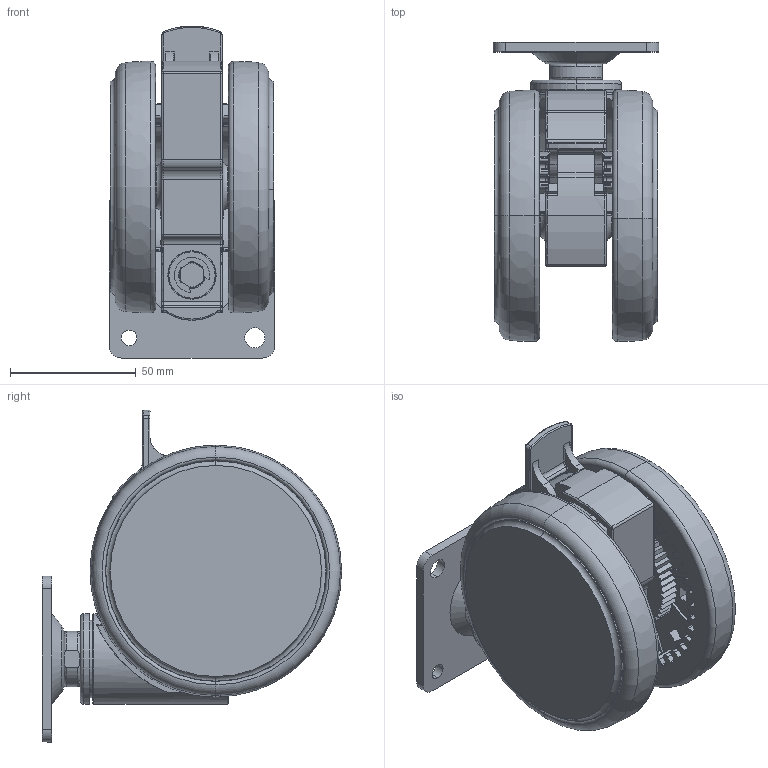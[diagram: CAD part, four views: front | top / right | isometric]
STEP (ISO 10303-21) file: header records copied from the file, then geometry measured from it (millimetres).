
FILE_DESCRIPTION (( 'STEP AP214' ), '1' );
FILE_NAME ('TCA-FZW100S.STEP', '2016-08-05T05:11:15', ( '' ), ( '' ), 'SwSTEP 2.0', 'SolidWorks 2015', '' );
FILE_SCHEMA (( 'AUTOMOTIVE_DESIGN' ));
Length unit declared in the file: millimetre
Products named in the file (2): caster; TCA-FZW100S
Assembly tree (1 placements, depth 2):
  TCA-FZW100S
    caster
Bounding box: 66 x 119 x 132.04 mm (x, y, z)
Volume: 318166.5 mm3; surface area: 133653.6 mm2
Topology: 1 solids, 6 shells, 2528 faces, 6965 edges, 4414 vertices
Faces by surface type: cylinder 1205, plane 874, torus 343, bspline 45, sphere 33, cone 28
Entity records: 83034 total; most frequent: CARTESIAN_POINT 16716, DIRECTION 14790, ORIENTED_EDGE 13794, EDGE_CURVE 6897, AXIS2_PLACEMENT_3D 5605, VERTEX_POINT 4402, LINE 3580, VECTOR 3580
